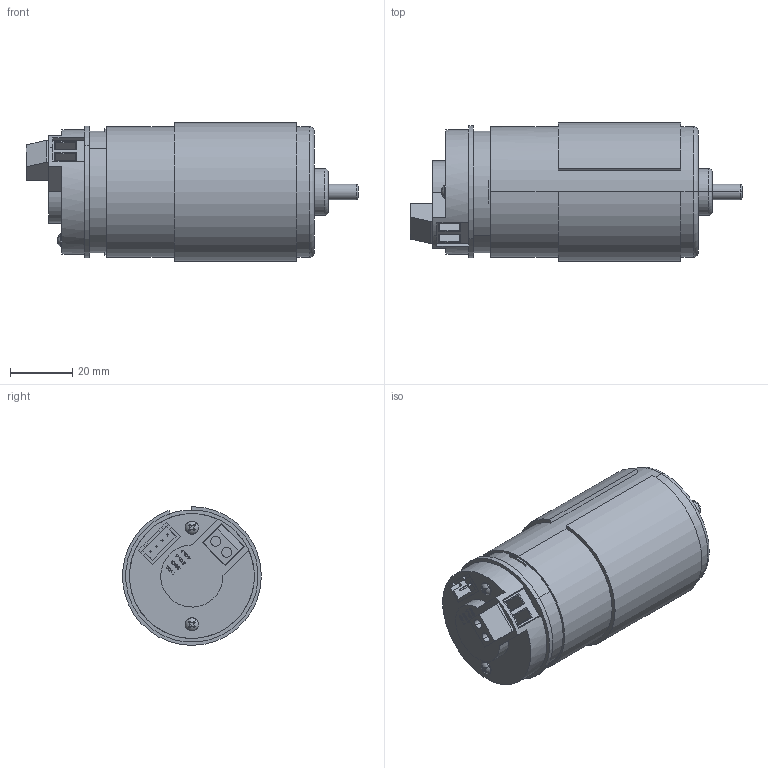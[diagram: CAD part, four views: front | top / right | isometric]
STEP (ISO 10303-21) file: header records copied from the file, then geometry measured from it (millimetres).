
FILE_DESCRIPTION (( 'STEP AP214' ), '1' );
FILE_NAME ('am-3108 RS775-5 with Encoder no gear.STEP', '2018-06-05T15:57:56', ( '' ), ( '' ), 'SwSTEP 2.0', 'SolidWorks 2017', '' );
FILE_SCHEMA (( 'AUTOMOTIVE_DESIGN' ));
Length unit declared in the file: inch
Products named in the file (1): am-3108 RS775-5 with Encoder no gear
Bounding box: 106.44 x 44.43 x 44.5 mm (x, y, z)
Volume: 41944.4 mm3; surface area: 31369.4 mm2
Topology: 4 solids, 4 shells, 611 faces, 1608 edges, 1050 vertices
Faces by surface type: plane 314, bspline 127, cylinder 120, torus 24, cone 22, sphere 4
Entity records: 33960 total; most frequent: CARTESIAN_POINT 11843, ORIENTED_EDGE 3216, DIRECTION 2486, EDGE_CURVE 1608, VERTEX_POINT 1050, LINE 944, VECTOR 944, AXIS2_PLACEMENT_3D 771
